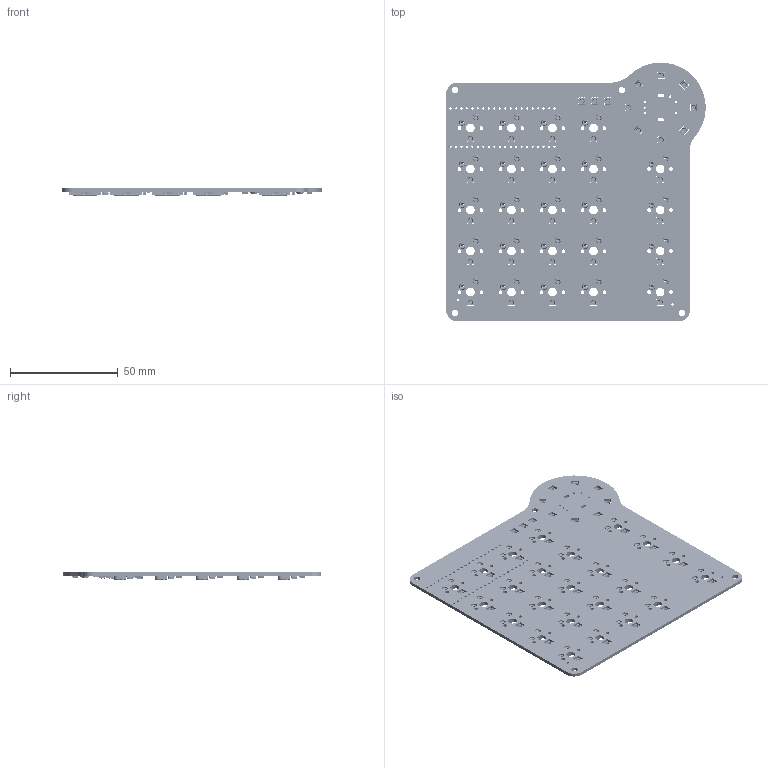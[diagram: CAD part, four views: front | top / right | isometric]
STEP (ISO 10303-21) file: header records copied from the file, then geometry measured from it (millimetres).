
FILE_DESCRIPTION(('KiCad electronic assembly'),'2;1');
FILE_NAME('Macropad5x5.step','2024-07-21T21:38:00',('Pcbnew'),('Kicad'), 'Open CASCADE STEP processor 7.6','KiCad to STEP converter','Unknown' );
FILE_SCHEMA(('AUTOMOTIVE_DESIGN { 1 0 10303 214 1 1 1 1 }'));
Length unit declared in the file: millimetre
Products named in the file (14): Macropad5x5 1; D_SOD-123; D_SOD_123; LED_SK6812MINI-E; LED_SK6812MINI-E v1; HS_CPG151101S11_MX; Kailh Hotswap RightVersion v23; C_0805_2012Metric; R_0805_2012Metric; SOT-23-5; SOT_23_5; Macropad5x5_PCB
Assembly tree (96 placements, depth 3):
  Macropad5x5 1
    D_SOD-123  x25
      D_SOD_123
    LED_SK6812MINI-E  x35
      LED_SK6812MINI-E v1
    HS_CPG151101S11_MX  x24
      Kailh Hotswap RightVersion v23
    C_0805_2012Metric  x2
      C_0805_2012Metric
    R_0805_2012Metric  x2
      R_0805_2012Metric
    SOT-23-5
      SOT_23_5
    Macropad5x5_PCB
Bounding box: 120.47 x 120.1 x 3.47 mm (x, y, z)
Volume: 21488.6 mm3; surface area: 36290.5 mm2
Topology: 278 solids, 278 shells, 17245 faces, 41652 edges, 25409 vertices
Faces by surface type: plane 9347, cylinder 4542, bspline 2211, sphere 455, torus 380, cone 310
Full cylindrical faces by diameter (mm): 1 x5, 1.02 x40, 1.152 x3, 1.75 x48, 2.9 x48, 3 x52, 3.988 x24
Entity records: 55963 total; most frequent: CARTESIAN_POINT 10631, DIRECTION 9074, ORIENTED_EDGE 8906, EDGE_CURVE 4453, AXIS2_PLACEMENT_3D 3195, VERTEX_POINT 2864, LINE 2684, VECTOR 2684
